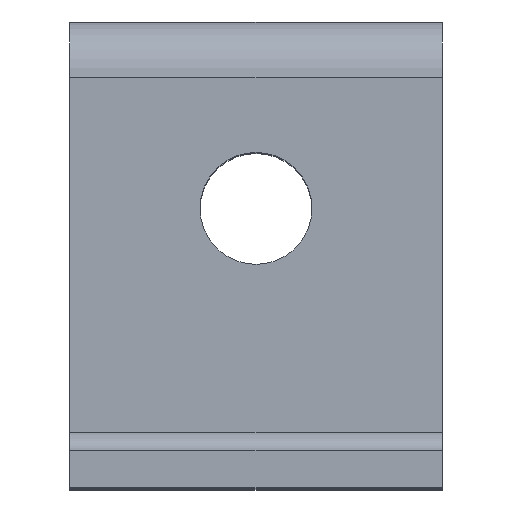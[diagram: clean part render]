
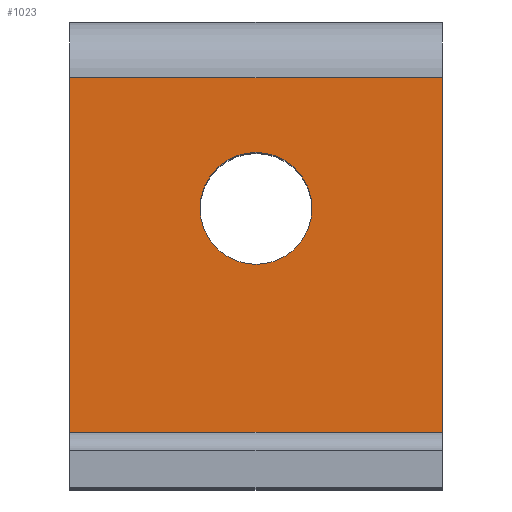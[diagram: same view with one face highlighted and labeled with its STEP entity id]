
A CAD part, top view. The second image highlights one B-rep face of the part: STEP entity #1023.
In plain terms, the highlighted planar face has unit normal (0, 0, 1).
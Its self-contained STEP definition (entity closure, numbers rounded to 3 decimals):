
#25 = EDGE_CURVE ( 'NONE', #460, #522, #583, .T. ) ;
#59 = DIRECTION ( 'NONE',  ( 0., 1., 0. ) ) ;
#61 = CARTESIAN_POINT ( 'NONE',  ( 0., 1.5, 17.625 ) ) ;
#78 = EDGE_LOOP ( 'NONE', ( #734, #1390 ) ) ;
#87 = ORIENTED_EDGE ( 'NONE', *, *, #1296, .T. ) ;
#90 = EDGE_CURVE ( 'NONE', #1242, #977, #198, .T. ) ;
#95 = CARTESIAN_POINT ( 'NONE',  ( 0., 1.5, 17.625 ) ) ;
#145 = CARTESIAN_POINT ( 'NONE',  ( 10., -10.5, 17.625 ) ) ;
#154 = PLANE ( 'NONE',  #681 ) ;
#177 = DIRECTION ( 'NONE',  ( -1., 0., 0. ) ) ;
#198 = LINE ( 'NONE', #526, #1394 ) ;
#204 = FACE_OUTER_BOUND ( 'NONE', #678, .T. ) ;
#213 = VECTOR ( 'NONE', #1015, 1000. ) ;
#273 = CARTESIAN_POINT ( 'NONE',  ( 10., -10.5, 17.625 ) ) ;
#317 = AXIS2_PLACEMENT_3D ( 'NONE', #95, #419, #509 ) ;
#319 = CARTESIAN_POINT ( 'NONE',  ( 3., 1.5, 17.625 ) ) ;
#353 = CARTESIAN_POINT ( 'NONE',  ( 10., -10.5, 17.625 ) ) ;
#359 = DIRECTION ( 'NONE',  ( 0., 0., -1. ) ) ;
#361 = VERTEX_POINT ( 'NONE', #1038 ) ;
#378 = VERTEX_POINT ( 'NONE', #145 ) ;
#419 = DIRECTION ( 'NONE',  ( 0., 0., 1. ) ) ;
#460 = VERTEX_POINT ( 'NONE', #319 ) ;
#491 = ORIENTED_EDGE ( 'NONE', *, *, #836, .F. ) ;
#509 = DIRECTION ( 'NONE',  ( 1., 0., 0. ) ) ;
#519 = EDGE_CURVE ( 'NONE', #1242, #378, #1306, .T. ) ;
#520 = DIRECTION ( 'NONE',  ( -1., 0., 0. ) ) ;
#522 = VERTEX_POINT ( 'NONE', #1247 ) ;
#526 = CARTESIAN_POINT ( 'NONE',  ( 10., 8.5, 17.625 ) ) ;
#530 = ORIENTED_EDGE ( 'NONE', *, *, #519, .F. ) ;
#543 = LINE ( 'NONE', #1065, #671 ) ;
#546 = DIRECTION ( 'NONE',  ( 0., -1., 0. ) ) ;
#583 = CIRCLE ( 'NONE', #317, 3. ) ;
#671 = VECTOR ( 'NONE', #177, 1000. ) ;
#678 = EDGE_LOOP ( 'NONE', ( #87, #491, #530, #799 ) ) ;
#681 = AXIS2_PLACEMENT_3D ( 'NONE', #273, #359, #59 ) ;
#683 = VECTOR ( 'NONE', #546, 1000. ) ;
#688 = CIRCLE ( 'NONE', #1045, 3. ) ;
#717 = DIRECTION ( 'NONE',  ( 0., 0., 1. ) ) ;
#734 = ORIENTED_EDGE ( 'NONE', *, *, #25, .F. ) ;
#763 = EDGE_CURVE ( 'NONE', #522, #460, #688, .T. ) ;
#783 = CARTESIAN_POINT ( 'NONE',  ( -10., -10.5, 17.625 ) ) ;
#799 = ORIENTED_EDGE ( 'NONE', *, *, #90, .T. ) ;
#812 = FACE_BOUND ( 'NONE', #78, .T. ) ;
#836 = EDGE_CURVE ( 'NONE', #378, #361, #543, .T. ) ;
#842 = DIRECTION ( 'NONE',  ( 1., 0., 0. ) ) ;
#977 = VERTEX_POINT ( 'NONE', #985 ) ;
#985 = CARTESIAN_POINT ( 'NONE',  ( -10., 8.5, 17.625 ) ) ;
#1015 = DIRECTION ( 'NONE',  ( 0., -1., 0. ) ) ;
#1023 = ADVANCED_FACE ( 'NONE', ( #812, #204 ), #154, .F. ) ;
#1038 = CARTESIAN_POINT ( 'NONE',  ( -10., -10.5, 17.625 ) ) ;
#1045 = AXIS2_PLACEMENT_3D ( 'NONE', #61, #717, #842 ) ;
#1065 = CARTESIAN_POINT ( 'NONE',  ( 10., -10.5, 17.625 ) ) ;
#1214 = CARTESIAN_POINT ( 'NONE',  ( 10., 8.5, 17.625 ) ) ;
#1242 = VERTEX_POINT ( 'NONE', #1214 ) ;
#1247 = CARTESIAN_POINT ( 'NONE',  ( -3., 1.5, 17.625 ) ) ;
#1294 = LINE ( 'NONE', #783, #683 ) ;
#1296 = EDGE_CURVE ( 'NONE', #977, #361, #1294, .T. ) ;
#1306 = LINE ( 'NONE', #353, #213 ) ;
#1390 = ORIENTED_EDGE ( 'NONE', *, *, #763, .F. ) ;
#1394 = VECTOR ( 'NONE', #520, 1000. ) ;
